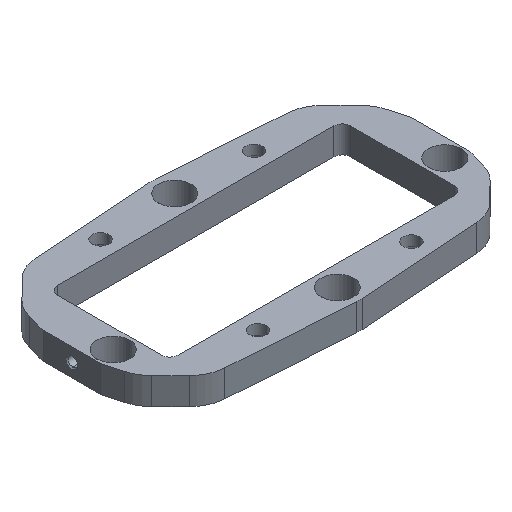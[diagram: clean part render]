
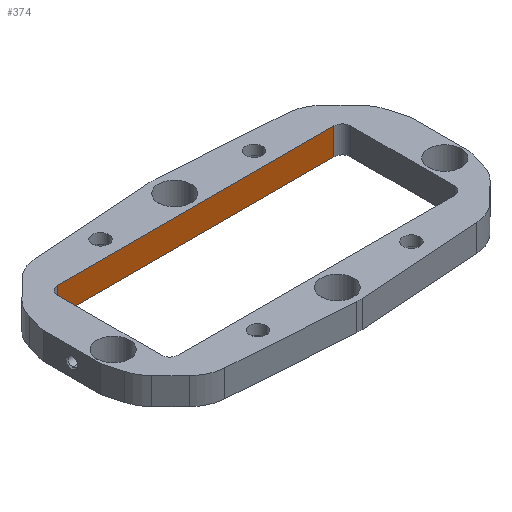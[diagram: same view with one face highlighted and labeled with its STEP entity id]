
A CAD part, isometric view. The second image highlights one B-rep face of the part: STEP entity #374.
In plain terms, the highlighted planar face has unit normal (0, -1, 0).
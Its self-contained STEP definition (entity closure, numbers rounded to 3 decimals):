
#191 = EDGE_CURVE ( 'NONE', #1047, #539, #1679, .T. ) ;
#200 = FACE_OUTER_BOUND ( 'NONE', #1633, .T. ) ;
#203 = DIRECTION ( 'NONE',  ( 1., 0., 0. ) ) ;
#374 = ADVANCED_FACE ( 'NONE', ( #200 ), #391, .F. ) ;
#391 = PLANE ( 'NONE',  #463 ) ;
#400 = ORIENTED_EDGE ( 'NONE', *, *, #2399, .T. ) ;
#437 = CARTESIAN_POINT ( 'NONE',  ( 36., 15.7, -7. ) ) ;
#463 = AXIS2_PLACEMENT_3D ( 'NONE', #1894, #764, #2108 ) ;
#515 = VECTOR ( 'NONE', #760, 1000. ) ;
#539 = VERTEX_POINT ( 'NONE', #437 ) ;
#610 = VECTOR ( 'NONE', #203, 1000. ) ;
#760 = DIRECTION ( 'NONE',  ( 0., 0., -1. ) ) ;
#764 = DIRECTION ( 'NONE',  ( 0., 1., 0. ) ) ;
#863 = DIRECTION ( 'NONE',  ( 0., 0., -1. ) ) ;
#901 = CARTESIAN_POINT ( 'NONE',  ( -36., 15.7, 0. ) ) ;
#958 = CARTESIAN_POINT ( 'NONE',  ( 36., 15.7, 0. ) ) ;
#991 = EDGE_CURVE ( 'NONE', #1867, #539, #2290, .T. ) ;
#1016 = ORIENTED_EDGE ( 'NONE', *, *, #991, .F. ) ;
#1047 = VERTEX_POINT ( 'NONE', #1150 ) ;
#1150 = CARTESIAN_POINT ( 'NONE',  ( -36., 15.7, -7. ) ) ;
#1278 = LINE ( 'NONE', #901, #1725 ) ;
#1633 = EDGE_LOOP ( 'NONE', ( #1016, #2250, #400, #1763 ) ) ;
#1679 = LINE ( 'NONE', #1717, #610 ) ;
#1697 = LINE ( 'NONE', #1709, #1879 ) ;
#1709 = CARTESIAN_POINT ( 'NONE',  ( -36., 15.7, 0. ) ) ;
#1717 = CARTESIAN_POINT ( 'NONE',  ( -36., 15.7, -7. ) ) ;
#1725 = VECTOR ( 'NONE', #863, 1000. ) ;
#1763 = ORIENTED_EDGE ( 'NONE', *, *, #191, .T. ) ;
#1867 = VERTEX_POINT ( 'NONE', #1927 ) ;
#1879 = VECTOR ( 'NONE', #1902, 1000. ) ;
#1894 = CARTESIAN_POINT ( 'NONE',  ( -36., 15.7, 0. ) ) ;
#1902 = DIRECTION ( 'NONE',  ( 1., 0., 0. ) ) ;
#1927 = CARTESIAN_POINT ( 'NONE',  ( 36., 15.7, 0. ) ) ;
#2043 = VERTEX_POINT ( 'NONE', #2298 ) ;
#2052 = EDGE_CURVE ( 'NONE', #2043, #1867, #1697, .T. ) ;
#2108 = DIRECTION ( 'NONE',  ( -1., 0., 0. ) ) ;
#2250 = ORIENTED_EDGE ( 'NONE', *, *, #2052, .F. ) ;
#2290 = LINE ( 'NONE', #958, #515 ) ;
#2298 = CARTESIAN_POINT ( 'NONE',  ( -36., 15.7, 0. ) ) ;
#2399 = EDGE_CURVE ( 'NONE', #2043, #1047, #1278, .T. ) ;
